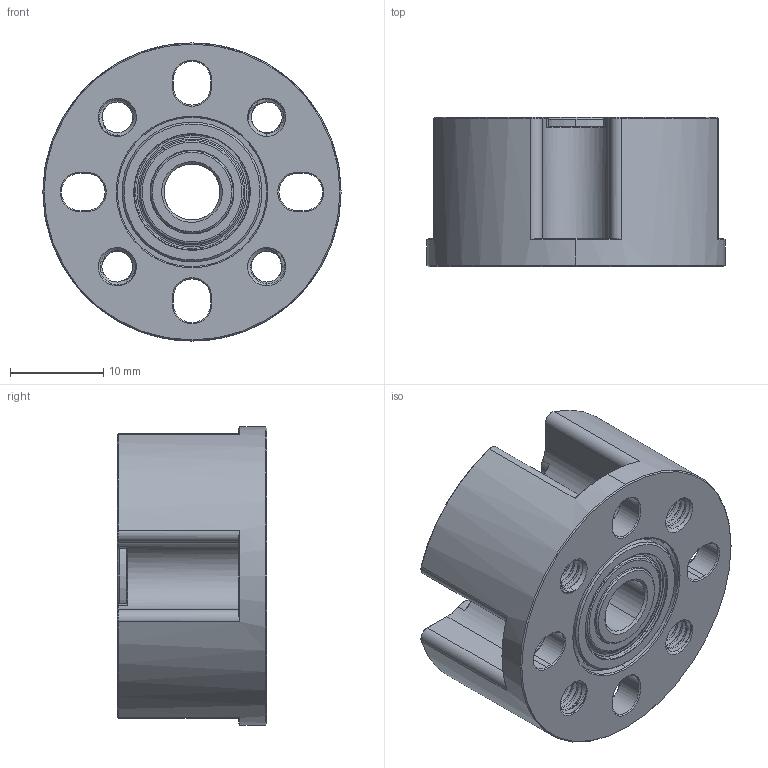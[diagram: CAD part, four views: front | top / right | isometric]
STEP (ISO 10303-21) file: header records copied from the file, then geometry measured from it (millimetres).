
FILE_DESCRIPTION (( 'STEP AP203' ), '1' );
FILE_NAME ('1614-0016-0006.STEP', '2022-05-19T18:26:47', ( '' ), ( '' ), 'SwSTEP 2.0', 'SolidWorks 2016', '' );
FILE_SCHEMA (( 'CONFIG_CONTROL_DESIGN' ));
Length unit declared in the file: millimetre
Products named in the file (3): 1614-0016-0006; 1611-0514-0006; 1614-0016-0000
Assembly tree (3 placements, depth 2):
  1614-0016-0006
    1614-0016-0000
    1611-0514-0006  x2
Bounding box: 31.95 x 16 x 31.95 mm (x, y, z)
Volume: 7802.5 mm3; surface area: 6985.9 mm2
Topology: 7 solids, 7 shells, 730 faces, 1918 edges, 1227 vertices
Faces by surface type: cylinder 461, cone 134, plane 87, torus 40, bspline 8
Entity records: 33022 total; most frequent: CARTESIAN_POINT 18385, ORIENTED_EDGE 3516, DIRECTION 2605, EDGE_CURVE 1758, VERTEX_POINT 1131, AXIS2_PLACEMENT_3D 983, EDGE_LOOP 681, ADVANCED_FACE 648
